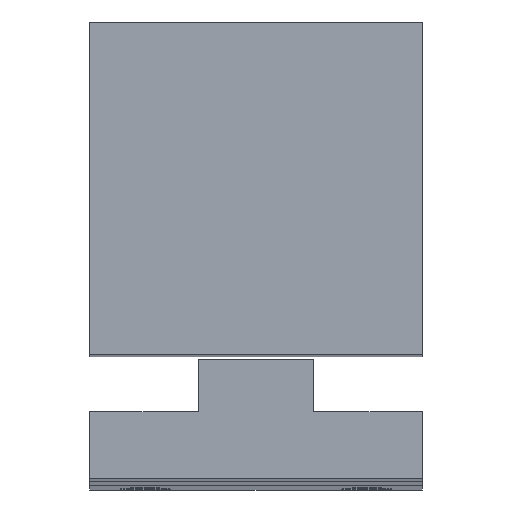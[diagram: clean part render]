
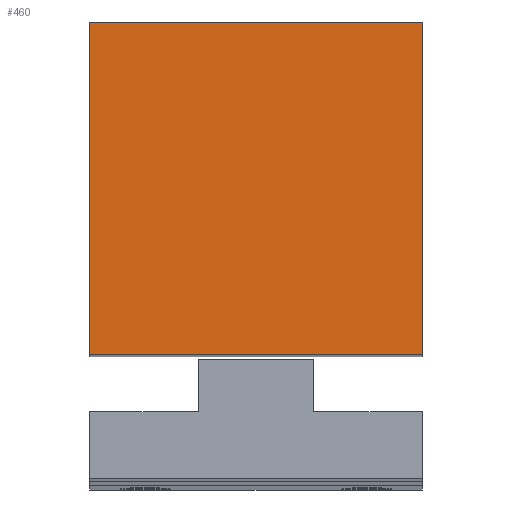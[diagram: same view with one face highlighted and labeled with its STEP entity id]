
A CAD part, top view. The second image highlights one B-rep face of the part: STEP entity #460.
In plain terms, the highlighted planar face has unit normal (0, 0, 1).
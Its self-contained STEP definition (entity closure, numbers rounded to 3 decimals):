
#214 = VERTEX_POINT ( 'NONE', #755 ) ;
#407 = VERTEX_POINT ( 'NONE', #5929 ) ;
#460 = ADVANCED_FACE ( 'NONE', ( #5083 ), #5545, .F. ) ;
#704 = CARTESIAN_POINT ( 'NONE',  ( 30., 0., 105. ) ) ;
#755 = CARTESIAN_POINT ( 'NONE',  ( 30., 0., 105. ) ) ;
#846 = DIRECTION ( 'NONE',  ( 0., 0., -1. ) ) ;
#1074 = VECTOR ( 'NONE', #3896, 1000. ) ;
#1077 = CARTESIAN_POINT ( 'NONE',  ( 0., 0., 105. ) ) ;
#1146 = DIRECTION ( 'NONE',  ( -1., 0., 0. ) ) ;
#1397 = ORIENTED_EDGE ( 'NONE', *, *, #2844, .T. ) ;
#1423 = VECTOR ( 'NONE', #4785, 1000. ) ;
#2078 = AXIS2_PLACEMENT_3D ( 'NONE', #3274, #846, #2687 ) ;
#2100 = LINE ( 'NONE', #1077, #4908 ) ;
#2687 = DIRECTION ( 'NONE',  ( -1., 0., 0. ) ) ;
#2844 = EDGE_CURVE ( 'NONE', #5716, #214, #2100, .T. ) ;
#2862 = CARTESIAN_POINT ( 'NONE',  ( 0., 0., 105. ) ) ;
#2868 = VERTEX_POINT ( 'NONE', #5338 ) ;
#3020 = EDGE_LOOP ( 'NONE', ( #5284, #1397, #3631, #4661 ) ) ;
#3174 = VECTOR ( 'NONE', #1146, 1000. ) ;
#3274 = CARTESIAN_POINT ( 'NONE',  ( 0., 0., 105. ) ) ;
#3631 = ORIENTED_EDGE ( 'NONE', *, *, #4923, .T. ) ;
#3632 = EDGE_CURVE ( 'NONE', #407, #2868, #5168, .T. ) ;
#3750 = CARTESIAN_POINT ( 'NONE',  ( 0., 30., 105. ) ) ;
#3771 = CARTESIAN_POINT ( 'NONE',  ( 0., 0., 105. ) ) ;
#3896 = DIRECTION ( 'NONE',  ( 0., 1., 0. ) ) ;
#3928 = LINE ( 'NONE', #704, #1074 ) ;
#3929 = DIRECTION ( 'NONE',  ( 1., 0., 0. ) ) ;
#4661 = ORIENTED_EDGE ( 'NONE', *, *, #3632, .T. ) ;
#4785 = DIRECTION ( 'NONE',  ( 0., -1., 0. ) ) ;
#4908 = VECTOR ( 'NONE', #3929, 1000. ) ;
#4923 = EDGE_CURVE ( 'NONE', #214, #407, #3928, .T. ) ;
#5083 = FACE_OUTER_BOUND ( 'NONE', #3020, .T. ) ;
#5168 = LINE ( 'NONE', #3750, #3174 ) ;
#5210 = LINE ( 'NONE', #2862, #1423 ) ;
#5284 = ORIENTED_EDGE ( 'NONE', *, *, #5418, .T. ) ;
#5338 = CARTESIAN_POINT ( 'NONE',  ( 0., 30., 105. ) ) ;
#5418 = EDGE_CURVE ( 'NONE', #2868, #5716, #5210, .T. ) ;
#5545 = PLANE ( 'NONE',  #2078 ) ;
#5716 = VERTEX_POINT ( 'NONE', #3771 ) ;
#5929 = CARTESIAN_POINT ( 'NONE',  ( 30., 30., 105. ) ) ;
